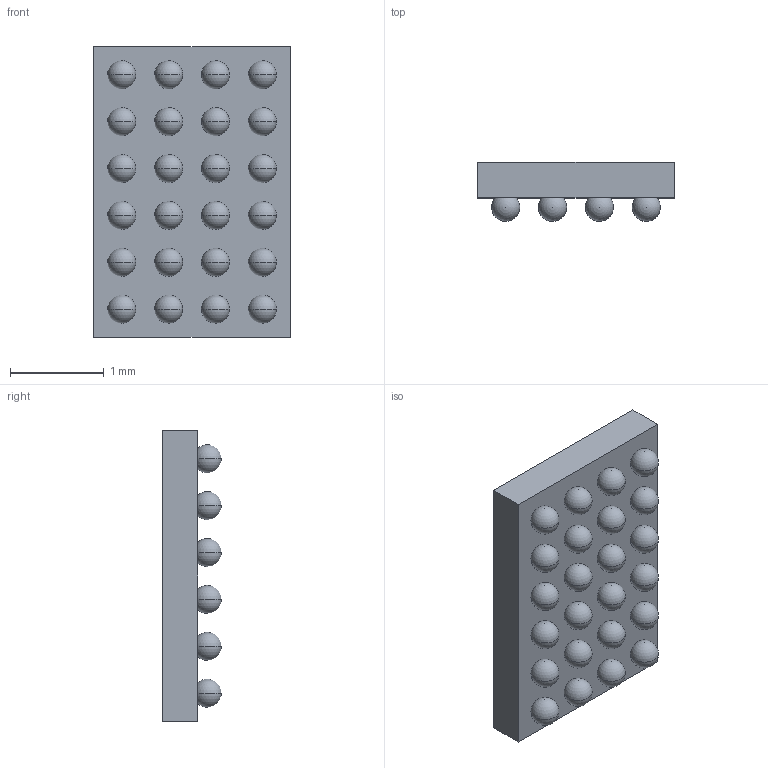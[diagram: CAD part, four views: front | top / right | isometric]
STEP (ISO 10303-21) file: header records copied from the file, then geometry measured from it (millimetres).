
FILE_DESCRIPTION (( 'STEP AP214' ), '1' );
FILE_NAME ('YZF24.STEP', '2024-04-28T18:55:41', ( '' ), ( '' ), 'SwSTEP 2.0', 'SolidWorks 2021', '' );
FILE_SCHEMA (( 'AUTOMOTIVE_DESIGN' ));
Length unit declared in the file: millimetre
Products named in the file (1): YZF24
Bounding box: 2.1 x 0.62 x 3.1 mm (x, y, z)
Volume: 2.8 mm3; surface area: 23.9 mm2
Topology: 26 solids, 26 shells, 85 faces, 240 edges, 160 vertices
Faces by surface type: sphere 48, plane 33, cylinder 4
Entity records: 2169 total; most frequent: DIRECTION 396, CARTESIAN_POINT 294, ORIENTED_EDGE 240, AXIS2_PLACEMENT_3D 190, EDGE_CURVE 120, CIRCLE 104, VERTEX_POINT 88, EDGE_LOOP 86
